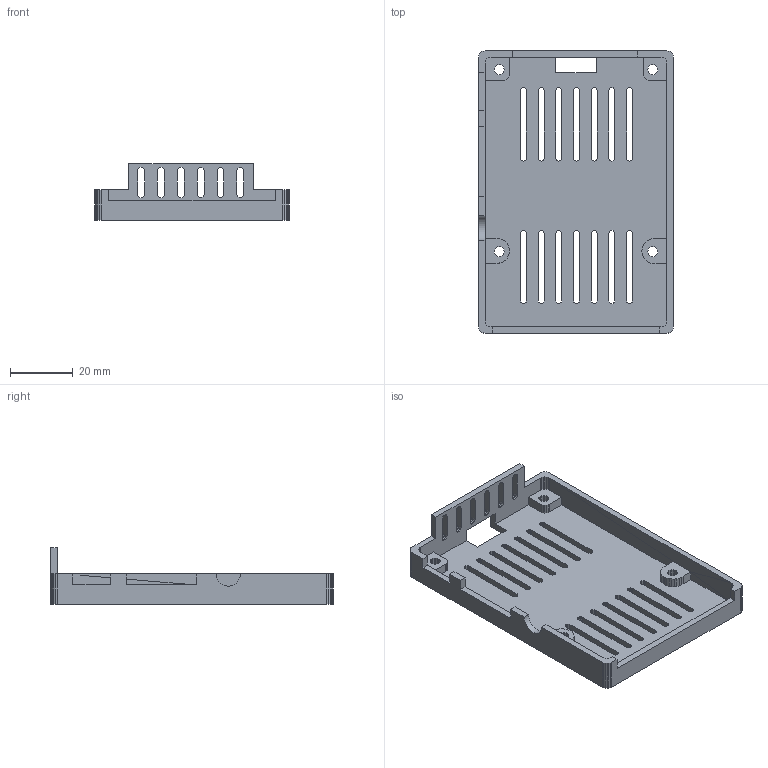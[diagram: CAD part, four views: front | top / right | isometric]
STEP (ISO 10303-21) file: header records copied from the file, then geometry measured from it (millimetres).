
FILE_DESCRIPTION (( 'STEP AP203' ), '1' );
FILE_NAME ('CaseB_Predeterminado_sldprt.STEP', '2022-06-23T14:44:17', ( '' ), ( '' ), 'SwSTEP 2.0', 'SolidWorks 2020', '' );
FILE_SCHEMA (( 'CONFIG_CONTROL_DESIGN' ));
Length unit declared in the file: millimetre
Products named in the file (1): CaseB_Predeterminado_sldprt
Bounding box: 62 x 90 x 18 mm (x, y, z)
Volume: 14381 mm3; surface area: 16614.6 mm2
Topology: 1 solids, 1 shells, 677 faces, 2015 edges, 1342 vertices
Faces by surface type: plane 676, cylinder 1
Entity records: 22396 total; most frequent: CARTESIAN_POINT 4035, ORIENTED_EDGE 4030, DIRECTION 3373, EDGE_CURVE 2015, LINE 2013, VECTOR 2013, VERTEX_POINT 1342, EDGE_LOOP 729
